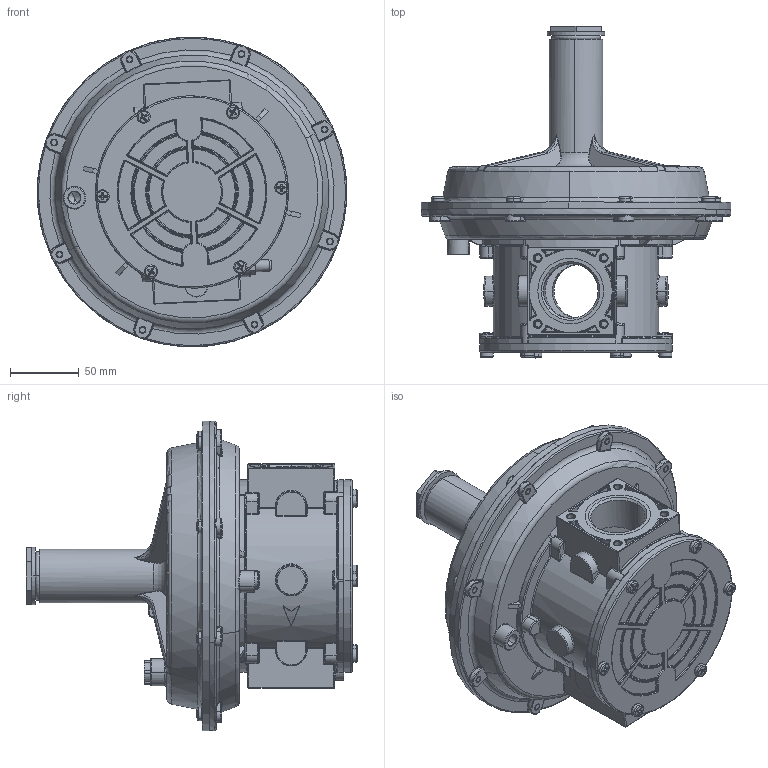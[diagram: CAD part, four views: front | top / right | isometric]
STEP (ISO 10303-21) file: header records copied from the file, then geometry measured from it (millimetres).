
FILE_DESCRIPTION((''),'2;1');
FILE_NAME('RG05_ASM','2016-02-13T',('Riccardo'),(''),'PRO/ENGINEER BY PARAMETRIC TECHNOLOGY CORPORATION, 2015030','PRO/ENGINEER BY PARAMETRIC TECHNOLOGY CORPORATION, 2015030','');
FILE_SCHEMA(('CONFIG_CONTROL_DESIGN'));
Products named in the file (10): CO-1031_1; FO-0400; FL-0350; IM-0300; VITI1; PRESSURETAP; AN-0120; OR-1280; RC06CAP; RG05_ASM
Assembly tree (22 placements, depth 2):
  RG05_ASM
    CO-1031_1
    FO-0400
    FL-0350
    IM-0300
    VITI1  x14
    PRESSURETAP
    AN-0120
    OR-1280
    RC06CAP
Bounding box: 224.9 x 241.05 x 224.9 mm (x, y, z)
Volume: 868795.3 mm3; surface area: 393318.4 mm2
Topology: 22 solids, 46 shells, 3001 faces, 6863 edges, 3962 vertices
Faces by surface type: cylinder 985, torus 560, plane 527, bspline 411, cone 315, sphere 171, extrusion 32
Entity records: 91015 total; most frequent: CARTESIAN_POINT 43444, DIRECTION 10341, ORIENTED_EDGE 9734, EDGE_CURVE 4915, AXIS2_PLACEMENT_3D 4503, VERTEX_POINT 2818, CIRCLE 2672, EDGE_LOOP 2331
